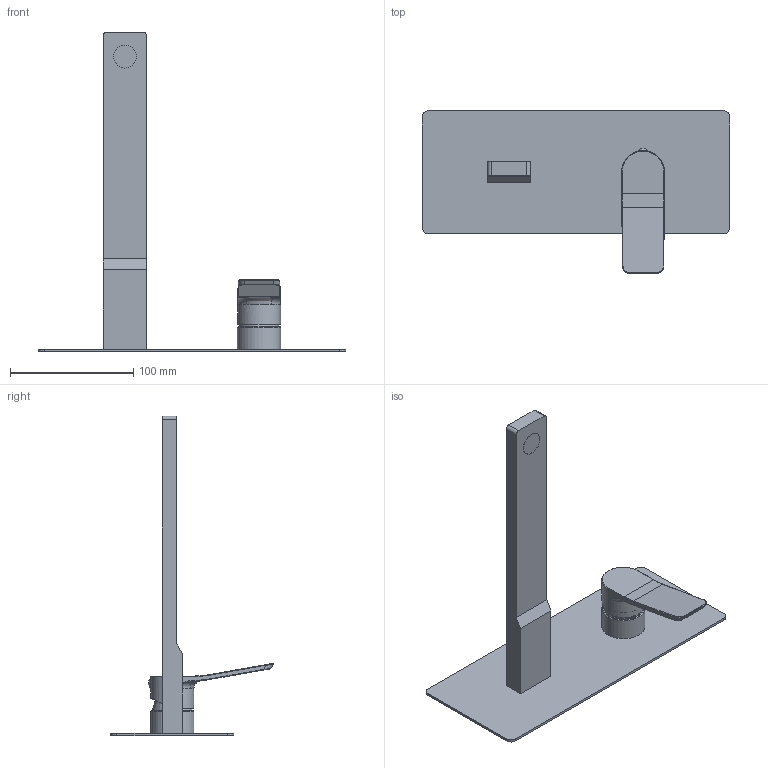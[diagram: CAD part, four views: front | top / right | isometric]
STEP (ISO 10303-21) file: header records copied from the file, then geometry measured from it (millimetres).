
FILE_DESCRIPTION((''),'2;1');
FILE_NAME('TI106CR','2021-11-09T08:13:35',('ut3'),('PAFFONI SpA'),'CREO PARAMETRIC BY PTC INC, 2020044','CREO PARAMETRIC BY PTC INC, 2020044','');
FILE_SCHEMA(('CONFIG_CONTROL_DESIGN','SHAPE_APPEARANCE_LAYERS_GROUPS'));
Length unit declared in the file: millimetre
Products named in the file (1): TI106CR
Bounding box: 250 x 132.1 x 260 mm (x, y, z)
Volume: 189760.6 mm3; surface area: 94686.2 mm2
Topology: 2 solids, 2 shells, 198 faces, 469 edges, 283 vertices
Faces by surface type: cylinder 77, plane 68, cone 21, bspline 15, torus 13, sphere 4
Entity records: 8572 total; most frequent: CARTESIAN_POINT 2631, DIRECTION 937, ORIENTED_EDGE 934, EDGE_CURVE 467, AXIS2_PLACEMENT_3D 356, VERTEX_POINT 283, VECTOR 225, LINE 225
